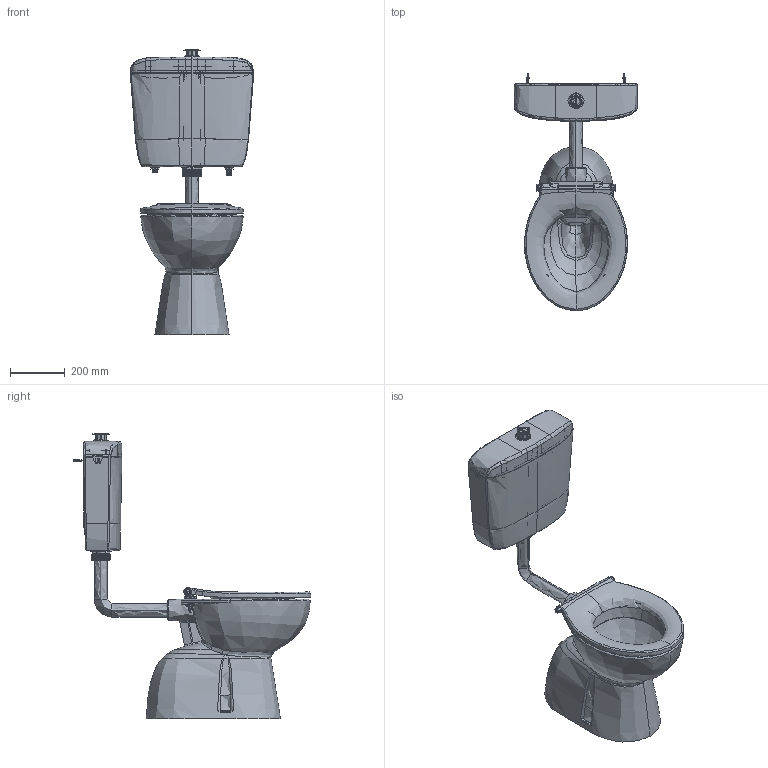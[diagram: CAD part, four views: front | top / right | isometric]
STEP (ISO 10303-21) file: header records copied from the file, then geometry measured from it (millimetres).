
FILE_DESCRIPTION(/* description */ (''),/* implementation_level */ '2;1');
FILE_NAME(/* name */ 'STEP_1832131, 26135, 26136, 26137',/* time_stamp */ '2025-03-11T10:11:46+11:00',/* author */ (''),/* organization */ (''),/* preprocessor_version */ 'ST-DEVELOPER v16.5',/* originating_system */ 'Rhino 7.37',/* authorisation */ '');
FILE_SCHEMA (('AUTOMOTIVE_DESIGN'));
Products named in the file (20): Document; B683-D9-RPC2_ASM22; MSBR-22123; MSBR-1111; MSBR-120; MSBR-219; MSBR-318; MSBR-417; MSBR-51516; MSBR-714; MSBR-913; MSBR-1012; MSBR-1421; MSBR-159; MSBR-168; MSBR-177; MSBR-186; MSBR-1910; MSBR-204; MSBR-215
Assembly tree (19 placements, depth 3):
  Document
    B683-D9-RPC2_ASM22
      MSBR-22123
      MSBR-1111
      MSBR-120
      MSBR-219
      MSBR-318
      MSBR-417
      MSBR-51516
      MSBR-714
      MSBR-913
      MSBR-1012
      MSBR-1421
      MSBR-159
      MSBR-168
      MSBR-177
      MSBR-186
      MSBR-1910
      MSBR-204
      MSBR-215
Bounding box: 450 x 865.41 x 1038.69 mm (x, y, z)
Volume: 16689869.9 mm3; surface area: 2982875.5 mm2
Topology: 52 solids, 54 shells, 7057 faces, 17632 edges, 10829 vertices
Faces by surface type: bspline 2835, cylinder 2425, plane 1797
Entity records: 442509 total; most frequent: CARTESIAN_POINT 331985, ORIENTED_EDGE 35020, EDGE_CURVE 17518, B_SPLINE_CURVE_WITH_KNOTS 11326, VERTEX_POINT 10828, EDGE_LOOP 7441, ADVANCED_FACE 7057, FACE_OUTER_BOUND 7057
